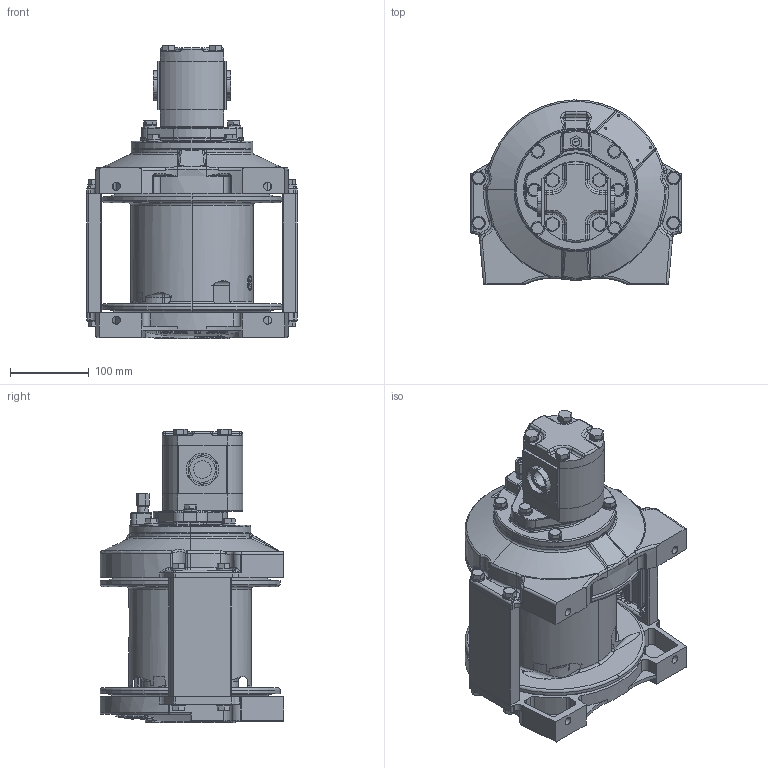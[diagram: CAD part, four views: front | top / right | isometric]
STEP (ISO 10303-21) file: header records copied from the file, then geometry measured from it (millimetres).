
FILE_DESCRIPTION((''),'2;1');
FILE_NAME('TWG-TEMP','2020-10-11T22:41:47',('Administrator'),(''),'CREO PARAMETRIC BY PTC INC, 2019030','CREO PARAMETRIC BY PTC INC, 2019030','');
FILE_SCHEMA(('AUTOMOTIVE_DESIGN { 1 0 10303 214 1 1 1 1 }'));
Products named in the file (1): TWG-TEMP
Bounding box: 266.7 x 233.35 x 372.77 mm (x, y, z)
Volume: 5223.9 mm3; surface area: 894352.4 mm2
Topology: 1 solids, 67 shells, 4346 faces, 12125 edges, 7680 vertices
Faces by surface type: plane 1322, cylinder 1239, extrusion 510, torus 427, bspline 420, cone 392, sphere 36
Full cylindrical faces by diameter (mm): 3.175 x1
Entity records: 231144 total; most frequent: CARTESIAN_POINT 94656, ORIENTED_EDGE 22771, DIRECTION 19467, EDGE_CURVE 11944, VERTEX_POINT 7683, AXIS2_PLACEMENT_3D 7281, VECTOR 4902, PRESENTATION_STYLE_ASSIGNMENT 4857
